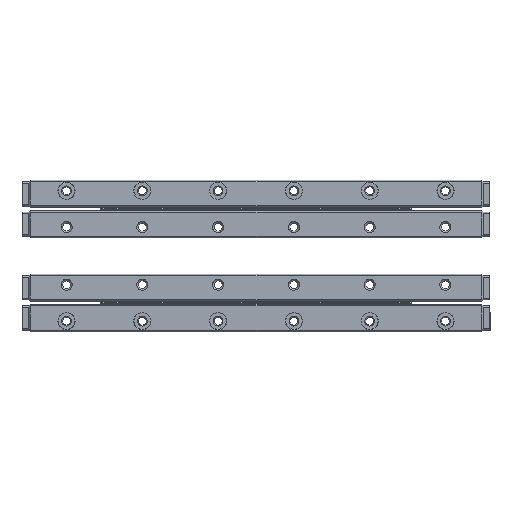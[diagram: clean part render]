
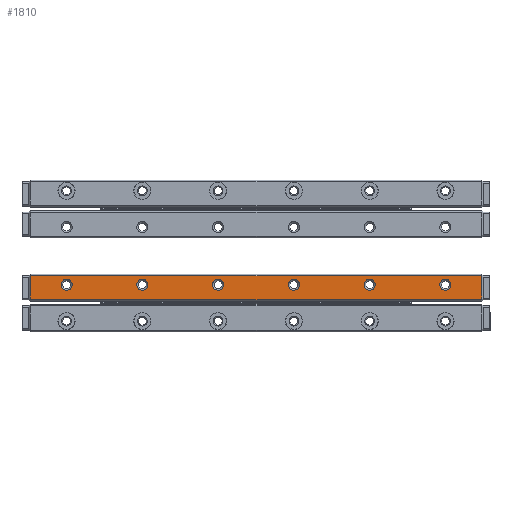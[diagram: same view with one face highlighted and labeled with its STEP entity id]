
A CAD part, top view. The second image highlights one B-rep face of the part: STEP entity #1810.
In plain terms, the highlighted face is planar.
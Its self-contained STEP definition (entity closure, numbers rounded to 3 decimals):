
#790=FACE_BOUND('',#2798,.T.);
#791=FACE_BOUND('',#2799,.T.);
#792=FACE_BOUND('',#2800,.T.);
#793=FACE_BOUND('',#2801,.T.);
#794=FACE_BOUND('',#2802,.T.);
#795=FACE_BOUND('',#2803,.T.);
#796=FACE_BOUND('',#2804,.T.);
#1160=CIRCLE('',#9229,1.825);
#1161=CIRCLE('',#9230,1.825);
#1162=CIRCLE('',#9231,1.825);
#1163=CIRCLE('',#9232,1.825);
#1164=CIRCLE('',#9233,1.825);
#1165=CIRCLE('',#9234,1.825);
#1810=ADVANCED_FACE('',(#790,#791,#792,#793,#794,#795,#796),#2305,.T.);
#2305=PLANE('',#9235);
#2798=EDGE_LOOP('',(#3543));
#2799=EDGE_LOOP('',(#3544));
#2800=EDGE_LOOP('',(#3545));
#2801=EDGE_LOOP('',(#3546));
#2802=EDGE_LOOP('',(#3547));
#2803=EDGE_LOOP('',(#3548));
#2804=EDGE_LOOP('',(#3549,#3550,#3551,#3552,#3553,#3554,#3555,#3556));
#3543=ORIENTED_EDGE('',*,*,#6935,.T.);
#3544=ORIENTED_EDGE('',*,*,#6936,.T.);
#3545=ORIENTED_EDGE('',*,*,#6937,.T.);
#3546=ORIENTED_EDGE('',*,*,#6938,.T.);
#3547=ORIENTED_EDGE('',*,*,#6939,.T.);
#3548=ORIENTED_EDGE('',*,*,#6940,.T.);
#3549=ORIENTED_EDGE('',*,*,#6941,.T.);
#3550=ORIENTED_EDGE('',*,*,#6942,.F.);
#3551=ORIENTED_EDGE('',*,*,#6943,.T.);
#3552=ORIENTED_EDGE('',*,*,#6944,.T.);
#3553=ORIENTED_EDGE('',*,*,#6945,.T.);
#3554=ORIENTED_EDGE('',*,*,#6946,.T.);
#3555=ORIENTED_EDGE('',*,*,#6947,.T.);
#3556=ORIENTED_EDGE('',*,*,#6948,.T.);
#6057=VERTEX_POINT('',#13498);
#6058=VERTEX_POINT('',#13500);
#6059=VERTEX_POINT('',#13502);
#6060=VERTEX_POINT('',#13504);
#6061=VERTEX_POINT('',#13506);
#6062=VERTEX_POINT('',#13508);
#6063=VERTEX_POINT('',#13510);
#6064=VERTEX_POINT('',#13511);
#6065=VERTEX_POINT('',#13513);
#6066=VERTEX_POINT('',#13515);
#6067=VERTEX_POINT('',#13517);
#6068=VERTEX_POINT('',#13519);
#6069=VERTEX_POINT('',#13521);
#6070=VERTEX_POINT('',#13523);
#6935=EDGE_CURVE('',#6057,#6057,#1160,.T.);
#6936=EDGE_CURVE('',#6058,#6058,#1161,.T.);
#6937=EDGE_CURVE('',#6059,#6059,#1162,.T.);
#6938=EDGE_CURVE('',#6060,#6060,#1163,.T.);
#6939=EDGE_CURVE('',#6061,#6061,#1164,.T.);
#6940=EDGE_CURVE('',#6062,#6062,#1165,.T.);
#6941=EDGE_CURVE('',#6063,#6064,#8190,.T.);
#6942=EDGE_CURVE('',#6065,#6064,#8191,.T.);
#6943=EDGE_CURVE('',#6065,#6066,#8192,.T.);
#6944=EDGE_CURVE('',#6066,#6067,#8193,.T.);
#6945=EDGE_CURVE('',#6067,#6068,#8194,.T.);
#6946=EDGE_CURVE('',#6068,#6069,#8195,.T.);
#6947=EDGE_CURVE('',#6069,#6070,#8196,.T.);
#6948=EDGE_CURVE('',#6070,#6063,#8197,.T.);
#8190=LINE('',#13509,#8727);
#8191=LINE('',#13512,#8728);
#8192=LINE('',#13514,#8729);
#8193=LINE('',#13516,#8730);
#8194=LINE('',#13518,#8731);
#8195=LINE('',#13520,#8732);
#8196=LINE('',#13522,#8733);
#8197=LINE('',#13524,#8734);
#8727=VECTOR('',#10505,1.);
#8728=VECTOR('',#10506,1.);
#8729=VECTOR('',#10507,1.);
#8730=VECTOR('',#10508,1.);
#8731=VECTOR('',#10509,1.);
#8732=VECTOR('',#10510,1.);
#8733=VECTOR('',#10511,1.);
#8734=VECTOR('',#10512,1.);
#9229=AXIS2_PLACEMENT_3D('',#13497,#10493,#10494);
#9230=AXIS2_PLACEMENT_3D('',#13499,#10495,#10496);
#9231=AXIS2_PLACEMENT_3D('',#13501,#10497,#10498);
#9232=AXIS2_PLACEMENT_3D('',#13503,#10499,#10500);
#9233=AXIS2_PLACEMENT_3D('',#13505,#10501,#10502);
#9234=AXIS2_PLACEMENT_3D('',#13507,#10503,#10504);
#9235=AXIS2_PLACEMENT_3D('',#13525,#10513,#10514);
#10493=DIRECTION('',(0.,-1.,0.));
#10494=DIRECTION('',(0.,0.,1.));
#10495=DIRECTION('',(0.,-1.,0.));
#10496=DIRECTION('',(0.,0.,1.));
#10497=DIRECTION('',(0.,-1.,0.));
#10498=DIRECTION('',(0.,0.,1.));
#10499=DIRECTION('',(0.,-1.,0.));
#10500=DIRECTION('',(0.,0.,1.));
#10501=DIRECTION('',(0.,-1.,0.));
#10502=DIRECTION('',(0.,0.,1.));
#10503=DIRECTION('',(0.,-1.,0.));
#10504=DIRECTION('',(0.,0.,1.));
#10505=DIRECTION('',(-1.,0.,0.));
#10506=DIRECTION('',(0.577,0.,-0.816));
#10507=DIRECTION('',(0.,0.,1.));
#10508=DIRECTION('',(0.577,0.,0.816));
#10509=DIRECTION('',(1.,0.,0.));
#10510=DIRECTION('',(0.577,0.,-0.816));
#10511=DIRECTION('',(0.,0.,-1.));
#10512=DIRECTION('',(-0.577,0.,-0.816));
#10513=DIRECTION('',(0.,1.,0.));
#10514=DIRECTION('',(0.,0.,1.));
#13497=CARTESIAN_POINT('',(62.5,4.5,-1.));
#13498=CARTESIAN_POINT('',(62.5,4.5,0.825));
#13499=CARTESIAN_POINT('',(37.5,4.5,-1.));
#13500=CARTESIAN_POINT('',(37.5,4.5,0.825));
#13501=CARTESIAN_POINT('',(12.5,4.5,-1.));
#13502=CARTESIAN_POINT('',(12.5,4.5,0.825));
#13503=CARTESIAN_POINT('',(-12.5,4.5,-1.));
#13504=CARTESIAN_POINT('',(-12.5,4.5,0.825));
#13505=CARTESIAN_POINT('',(-37.5,4.5,-1.));
#13506=CARTESIAN_POINT('',(-37.5,4.5,0.825));
#13507=CARTESIAN_POINT('',(-62.5,4.5,-1.));
#13508=CARTESIAN_POINT('',(-62.5,4.5,0.825));
#13509=CARTESIAN_POINT('',(-75.,4.5,-4.));
#13510=CARTESIAN_POINT('',(74.3,4.5,-4.));
#13511=CARTESIAN_POINT('',(-74.3,4.5,-4.));
#13512=CARTESIAN_POINT('',(-74.582,4.5,-3.601));
#13513=CARTESIAN_POINT('',(-74.5,4.5,-3.717));
#13514=CARTESIAN_POINT('',(-74.5,4.5,4.));
#13515=CARTESIAN_POINT('',(-74.5,4.5,3.717));
#13516=CARTESIAN_POINT('',(-78.54,4.5,-1.997));
#13517=CARTESIAN_POINT('',(-74.3,4.5,4.));
#13518=CARTESIAN_POINT('',(-75.,4.5,4.));
#13519=CARTESIAN_POINT('',(74.3,4.5,4.));
#13520=CARTESIAN_POINT('',(28.54,4.5,68.714));
#13521=CARTESIAN_POINT('',(74.5,4.5,3.717));
#13522=CARTESIAN_POINT('',(74.5,4.5,-4.5));
#13523=CARTESIAN_POINT('',(74.5,4.5,-3.717));
#13524=CARTESIAN_POINT('',(24.298,4.5,-74.714));
#13525=CARTESIAN_POINT('',(-75.,4.5,-4.5));
